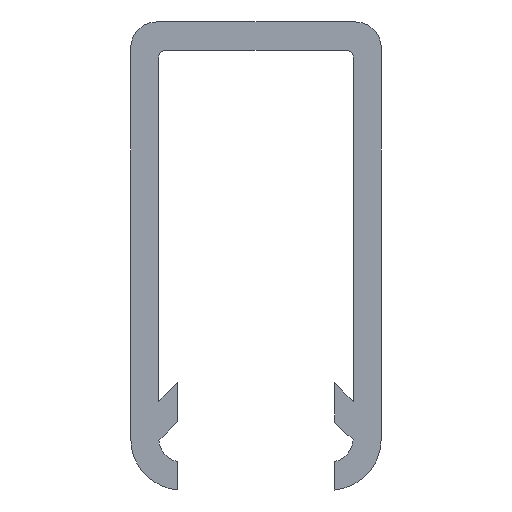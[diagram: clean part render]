
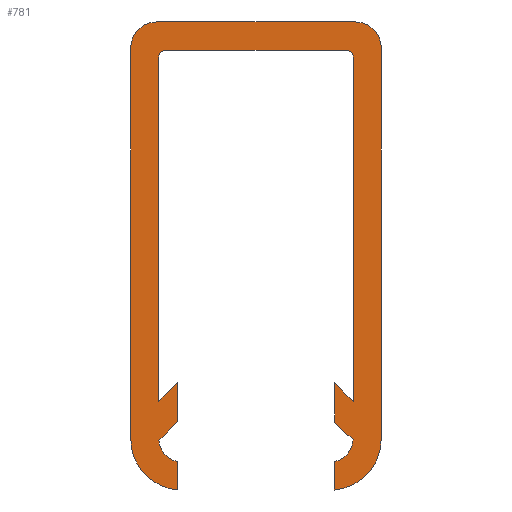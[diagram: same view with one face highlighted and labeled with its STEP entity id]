
A CAD part, front view. The second image highlights one B-rep face of the part: STEP entity #781.
In plain terms, the highlighted planar face has unit normal (0, -1, 0).
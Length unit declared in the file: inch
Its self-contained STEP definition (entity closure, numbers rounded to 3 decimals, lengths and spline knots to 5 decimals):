
#34=CARTESIAN_POINT('',(3.10161,6.24464,0.23022));
#35=VERTEX_POINT('',#34);
#42=CARTESIAN_POINT('',(3.10161,6.24464,0.14659));
#43=VERTEX_POINT('',#42);
#44=CARTESIAN_POINT('',(3.10161,6.24464,0.23022));
#45=DIRECTION('',(0.,0.,-1.));
#46=VECTOR('',#45,1.);
#47=LINE('',#44,#46);
#48=EDGE_CURVE('',#35,#43,#47,.T.);
#72=CARTESIAN_POINT('',(3.06161,6.24464,0.19022));
#73=VERTEX_POINT('',#72);
#80=CARTESIAN_POINT('',(3.10161,6.24464,0.23022));
#81=DIRECTION('',(-0.707,0.,-0.707));
#82=VECTOR('',#81,1.);
#83=LINE('',#80,#82);
#84=EDGE_CURVE('',#35,#73,#83,.T.);
#103=CARTESIAN_POINT('',(3.06161,6.24464,0.925));
#104=VERTEX_POINT('',#103);
#111=CARTESIAN_POINT('',(3.06161,6.24464,0.19022));
#112=DIRECTION('',(0.,0.,1.));
#113=VECTOR('',#112,1.);
#114=LINE('',#111,#113);
#115=EDGE_CURVE('',#73,#104,#114,.T.);
#135=CARTESIAN_POINT('',(3.07661,6.24464,0.94));
#136=VERTEX_POINT('',#135);
#143=CARTESIAN_POINT('',(3.07661,6.24464,0.925));
#144=DIRECTION('',(0.,-1.,0.));
#145=DIRECTION('',(1.,0.,0.));
#146=AXIS2_PLACEMENT_3D('',#143,#144,#145);
#147=CIRCLE('',#146,0.015);
#148=EDGE_CURVE('',#136,#104,#147,.T.);
#167=CARTESIAN_POINT('',(3.46161,6.24464,0.94));
#168=VERTEX_POINT('',#167);
#175=CARTESIAN_POINT('',(3.46161,6.24464,0.94));
#176=DIRECTION('',(-1.,0.,0.));
#177=VECTOR('',#176,1.);
#178=LINE('',#175,#177);
#179=EDGE_CURVE('',#168,#136,#178,.T.);
#199=CARTESIAN_POINT('',(3.47661,6.24464,0.925));
#200=VERTEX_POINT('',#199);
#207=CARTESIAN_POINT('',(3.46161,6.24464,0.925));
#208=DIRECTION('',(0.,-1.,0.));
#209=DIRECTION('',(1.,0.,0.));
#210=AXIS2_PLACEMENT_3D('',#207,#208,#209);
#211=CIRCLE('',#210,0.015);
#212=EDGE_CURVE('',#200,#168,#211,.T.);
#231=CARTESIAN_POINT('',(3.47661,6.24464,0.18984));
#232=VERTEX_POINT('',#231);
#239=CARTESIAN_POINT('',(3.47661,6.24464,0.18984));
#240=DIRECTION('',(0.,0.,1.));
#241=VECTOR('',#240,1.);
#242=LINE('',#239,#241);
#243=EDGE_CURVE('',#232,#200,#242,.T.);
#262=CARTESIAN_POINT('',(3.43679,6.24464,0.22965));
#263=VERTEX_POINT('',#262);
#270=CARTESIAN_POINT('',(3.43679,6.24464,0.22965));
#271=DIRECTION('',(0.707,0.,-0.707));
#272=VECTOR('',#271,1.);
#273=LINE('',#270,#272);
#274=EDGE_CURVE('',#263,#232,#273,.T.);
#293=CARTESIAN_POINT('',(3.43679,6.24464,0.14552));
#294=VERTEX_POINT('',#293);
#301=CARTESIAN_POINT('',(3.43679,6.24464,0.22965));
#302=DIRECTION('',(0.,0.,-1.));
#303=VECTOR('',#302,1.);
#304=LINE('',#301,#303);
#305=EDGE_CURVE('',#263,#294,#304,.T.);
#324=CARTESIAN_POINT('',(3.47653,6.24464,0.10728));
#325=VERTEX_POINT('',#324);
#332=CARTESIAN_POINT('',(3.43679,6.24464,0.14552));
#333=DIRECTION('',(0.721,0.,-0.693));
#334=VECTOR('',#333,1.);
#335=LINE('',#332,#334);
#336=EDGE_CURVE('',#294,#325,#335,.T.);
#356=CARTESIAN_POINT('',(3.43645,6.24464,0.06098));
#357=VERTEX_POINT('',#356);
#364=CARTESIAN_POINT('',(3.42661,6.24464,0.11));
#365=DIRECTION('',(0.,-1.,0.));
#366=DIRECTION('',(1.,0.,0.));
#367=AXIS2_PLACEMENT_3D('',#364,#365,#366);
#368=CIRCLE('',#367,0.05);
#369=EDGE_CURVE('',#357,#325,#368,.T.);
#388=CARTESIAN_POINT('',(3.43645,6.24464,0.00044));
#389=VERTEX_POINT('',#388);
#396=CARTESIAN_POINT('',(3.43645,6.24464,0.00044));
#397=DIRECTION('',(0.,0.,1.));
#398=VECTOR('',#397,1.);
#399=LINE('',#396,#398);
#400=EDGE_CURVE('',#389,#357,#399,.T.);
#420=CARTESIAN_POINT('',(3.53661,6.24464,0.11));
#421=VERTEX_POINT('',#420);
#428=CARTESIAN_POINT('',(3.42661,6.24464,0.11));
#429=DIRECTION('',(0.,-1.,0.));
#430=DIRECTION('',(1.,0.,0.));
#431=AXIS2_PLACEMENT_3D('',#428,#429,#430);
#432=CIRCLE('',#431,0.11);
#433=EDGE_CURVE('',#389,#421,#432,.T.);
#452=CARTESIAN_POINT('',(3.53661,6.24464,0.945));
#453=VERTEX_POINT('',#452);
#460=CARTESIAN_POINT('',(3.53661,6.24464,0.11));
#461=DIRECTION('',(0.,0.,1.));
#462=VECTOR('',#461,1.);
#463=LINE('',#460,#462);
#464=EDGE_CURVE('',#421,#453,#463,.T.);
#484=CARTESIAN_POINT('',(3.48161,6.24464,1.));
#485=VERTEX_POINT('',#484);
#492=CARTESIAN_POINT('',(3.48161,6.24464,0.945));
#493=DIRECTION('',(0.,-1.,0.));
#494=DIRECTION('',(1.,0.,0.));
#495=AXIS2_PLACEMENT_3D('',#492,#493,#494);
#496=CIRCLE('',#495,0.055);
#497=EDGE_CURVE('',#453,#485,#496,.T.);
#516=CARTESIAN_POINT('',(3.05661,6.24464,1.));
#517=VERTEX_POINT('',#516);
#524=CARTESIAN_POINT('',(3.48161,6.24464,1.));
#525=DIRECTION('',(-1.,0.,0.));
#526=VECTOR('',#525,1.);
#527=LINE('',#524,#526);
#528=EDGE_CURVE('',#485,#517,#527,.T.);
#548=CARTESIAN_POINT('',(3.00161,6.24464,0.945));
#549=VERTEX_POINT('',#548);
#556=CARTESIAN_POINT('',(3.05661,6.24464,0.945));
#557=DIRECTION('',(0.,-1.,0.));
#558=DIRECTION('',(1.,0.,0.));
#559=AXIS2_PLACEMENT_3D('',#556,#557,#558);
#560=CIRCLE('',#559,0.055);
#561=EDGE_CURVE('',#517,#549,#560,.T.);
#580=CARTESIAN_POINT('',(3.00161,6.24464,0.11));
#581=VERTEX_POINT('',#580);
#588=CARTESIAN_POINT('',(3.00161,6.24464,0.11));
#589=DIRECTION('',(0.,0.,1.));
#590=VECTOR('',#589,1.);
#591=LINE('',#588,#590);
#592=EDGE_CURVE('',#581,#549,#591,.T.);
#612=CARTESIAN_POINT('',(3.10161,6.24464,0.00046));
#613=VERTEX_POINT('',#612);
#620=CARTESIAN_POINT('',(3.11161,6.24464,0.11));
#621=DIRECTION('',(0.,-1.,0.));
#622=DIRECTION('',(1.,0.,0.));
#623=AXIS2_PLACEMENT_3D('',#620,#621,#622);
#624=CIRCLE('',#623,0.11);
#625=EDGE_CURVE('',#581,#613,#624,.T.);
#644=CARTESIAN_POINT('',(3.10161,6.24464,0.06101));
#645=VERTEX_POINT('',#644);
#652=CARTESIAN_POINT('',(3.10161,6.24464,0.00046));
#653=DIRECTION('',(0.,0.,1.));
#654=VECTOR('',#653,1.);
#655=LINE('',#652,#654);
#656=EDGE_CURVE('',#613,#645,#655,.T.);
#676=CARTESIAN_POINT('',(3.06174,6.24464,0.10638));
#677=VERTEX_POINT('',#676);
#684=CARTESIAN_POINT('',(3.11161,6.24464,0.11));
#685=DIRECTION('',(0.,-1.,0.));
#686=DIRECTION('',(1.,0.,0.));
#687=AXIS2_PLACEMENT_3D('',#684,#685,#686);
#688=CIRCLE('',#687,0.05);
#689=EDGE_CURVE('',#677,#645,#688,.T.);
#707=CARTESIAN_POINT('',(3.10161,6.24464,0.14659));
#708=DIRECTION('',(-0.704,0.,-0.71));
#709=VECTOR('',#708,1.);
#710=LINE('',#707,#709);
#711=EDGE_CURVE('',#43,#677,#710,.T.);
#752=ORIENTED_EDGE('',*,*,#711,.F.);
#753=ORIENTED_EDGE('',*,*,#48,.F.);
#754=ORIENTED_EDGE('',*,*,#84,.T.);
#755=ORIENTED_EDGE('',*,*,#115,.T.);
#756=ORIENTED_EDGE('',*,*,#148,.F.);
#757=ORIENTED_EDGE('',*,*,#179,.F.);
#758=ORIENTED_EDGE('',*,*,#212,.F.);
#759=ORIENTED_EDGE('',*,*,#243,.F.);
#760=ORIENTED_EDGE('',*,*,#274,.F.);
#761=ORIENTED_EDGE('',*,*,#305,.T.);
#762=ORIENTED_EDGE('',*,*,#336,.T.);
#763=ORIENTED_EDGE('',*,*,#369,.F.);
#764=ORIENTED_EDGE('',*,*,#400,.F.);
#765=ORIENTED_EDGE('',*,*,#433,.T.);
#766=ORIENTED_EDGE('',*,*,#464,.T.);
#767=ORIENTED_EDGE('',*,*,#497,.T.);
#768=ORIENTED_EDGE('',*,*,#528,.T.);
#769=ORIENTED_EDGE('',*,*,#561,.T.);
#770=ORIENTED_EDGE('',*,*,#592,.F.);
#771=ORIENTED_EDGE('',*,*,#625,.T.);
#772=ORIENTED_EDGE('',*,*,#656,.T.);
#773=ORIENTED_EDGE('',*,*,#689,.F.);
#774=EDGE_LOOP('',(#752,#753,#754,#755,#756,#757,#758,#759,#760,#761,#762,#763,#764,#765,#766,#767,#768,#769,#770,#771,#772,#773));
#775=FACE_OUTER_BOUND('',#774,.T.);
#776=CARTESIAN_POINT('',(3.08916,6.24464,0.13403));
#777=DIRECTION('',(0.,-1.,0.));
#778=DIRECTION('',(1.,0.,0.));
#779=AXIS2_PLACEMENT_3D('',#776,#777,#778);
#780=PLANE('',#779);
#781=ADVANCED_FACE('',(#775),#780,.T.);
